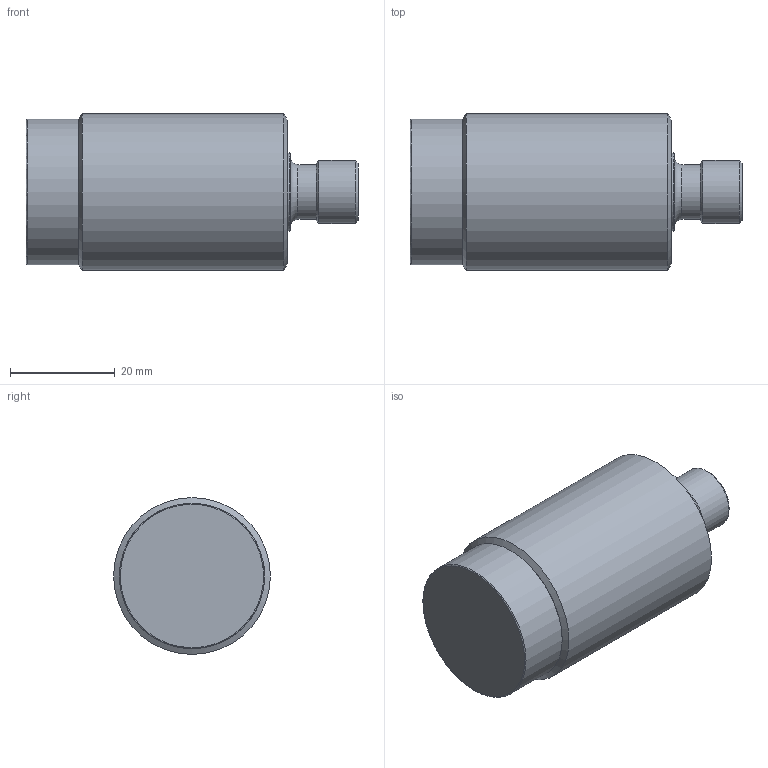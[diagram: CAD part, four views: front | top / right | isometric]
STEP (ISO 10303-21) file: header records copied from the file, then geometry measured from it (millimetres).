
FILE_DESCRIPTION (( 'STEP AP214' ), '1' );
FILE_NAME ('DW-AS-631-M30-002.STEP', '2020-10-14T20:34:26', ( '' ), ( '' ), 'SwSTEP 2.0', 'SolidWorks 2019', '' );
FILE_SCHEMA (( 'AUTOMOTIVE_DESIGN' ));
Length unit declared in the file: inch
Products named in the file (1): DW-AS-631-M30-002
Bounding box: 63.5 x 30 x 30 mm (x, y, z)
Volume: 35277.2 mm3; surface area: 6781.8 mm2
Topology: 1 solids, 1 shells, 35 faces, 86 edges, 54 vertices
Faces by surface type: cylinder 13, plane 10, cone 4, sphere 4, torus 3, bspline 1
Full cylindrical faces by diameter (mm): 1 x4, 8.499 x1, 10.5 x1, 12.05 x1, 14.998 x1, 27.8 x1, 30 x1
Entity records: 835 total; most frequent: CARTESIAN_POINT 162, DIRECTION 144, ORIENTED_EDGE 90, AXIS2_PLACEMENT_3D 67, EDGE_LOOP 61, FACE_OUTER_BOUND 48, EDGE_CURVE 45, VERTEX_POINT 38
